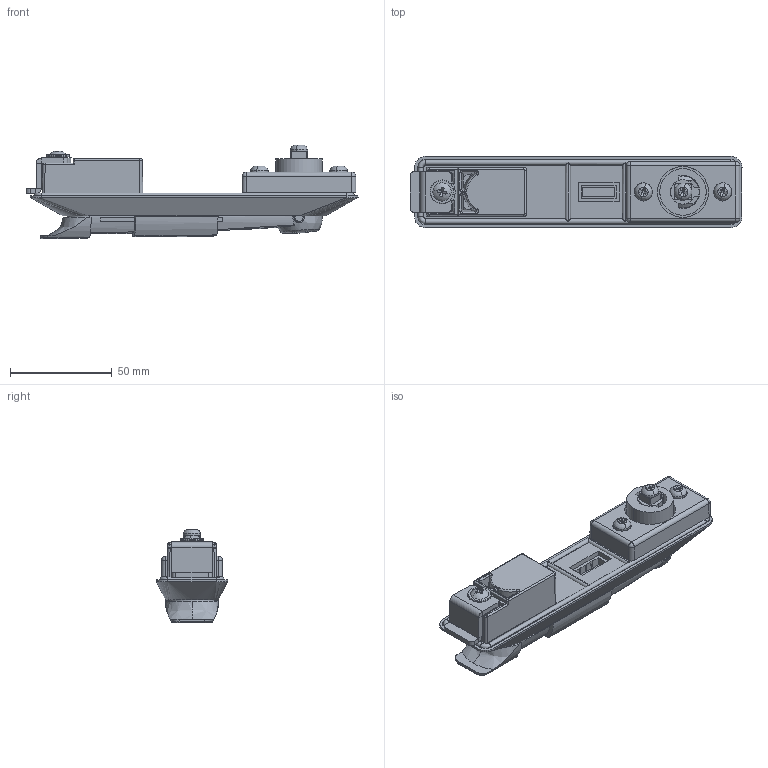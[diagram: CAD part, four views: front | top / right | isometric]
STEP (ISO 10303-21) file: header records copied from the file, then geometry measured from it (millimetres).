
FILE_DESCRIPTION (( 'STEP AP203' ), '1' );
FILE_NAME ('KI01.05.00.STEP', '2022-06-22T07:37:35', ( '' ), ( '' ), 'SwSTEP 2.0', 'SolidWorks 2021', '' );
FILE_SCHEMA (( 'CONFIG_CONTROL_DESIGN' ));
Length unit declared in the file: millimetre
Products named in the file (1): KI01.05.00
Bounding box: 163.2 x 35 x 46.06 mm (x, y, z)
Surface area: 38688 mm2 (no closed solid volume)
Topology: 0 solids, 17 shells, 485 faces, 1505 edges, 1009 vertices
Faces by surface type: plane 174, bspline 140, cylinder 120, torus 31, cone 12, sphere 8
Entity records: 27152 total; most frequent: CARTESIAN_POINT 16172, ORIENTED_EDGE 2605, EDGE_CURVE 1504, DIRECTION 1494, VERTEX_POINT 1009, B_SPLINE_CURVE_WITH_KNOTS 813, AXIS2_PLACEMENT_3D 567, EDGE_LOOP 516
